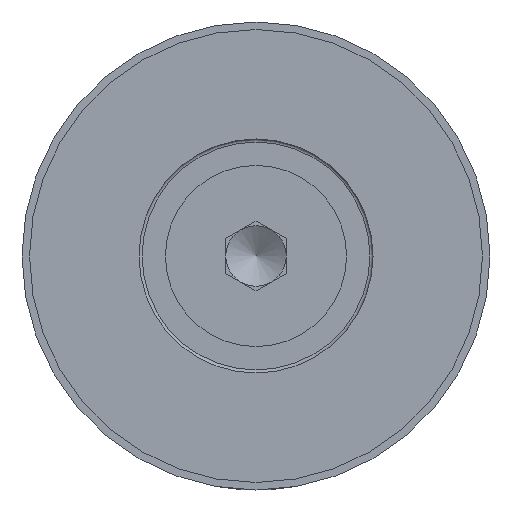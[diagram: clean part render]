
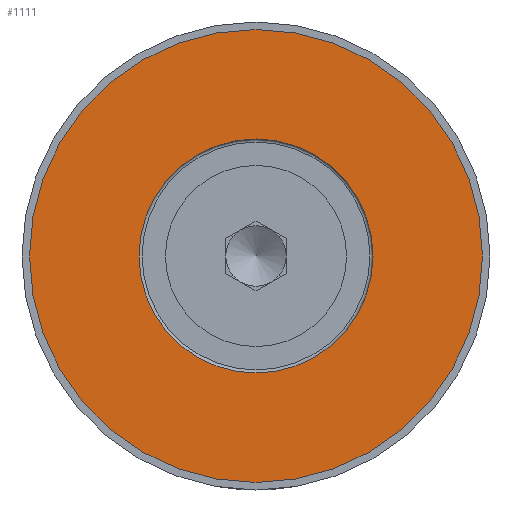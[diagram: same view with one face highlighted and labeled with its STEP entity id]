
A CAD part, left-side view. The second image highlights one B-rep face of the part: STEP entity #1111.
In plain terms, the highlighted planar face has unit normal (-1, 0, 0).
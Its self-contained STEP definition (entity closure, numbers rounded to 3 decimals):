
#252=ORIENTED_EDGE('',*,*,#392,.F.);
#253=ORIENTED_EDGE('',*,*,#393,.T.);
#392=EDGE_CURVE('',#473,#473,#548,.T.);
#393=EDGE_CURVE('',#474,#474,#549,.T.);
#473=VERTEX_POINT('',#1679);
#474=VERTEX_POINT('',#1681);
#548=CIRCLE('',#1222,7.75);
#549=CIRCLE('',#1223,15.);
#622=EDGE_LOOP('',(#252));
#623=EDGE_LOOP('',(#253));
#737=FACE_BOUND('',#622,.T.);
#738=FACE_BOUND('',#623,.T.);
#839=PLANE('',#1221);
#1111=ADVANCED_FACE('',(#737,#738),#839,.F.);
#1221=AXIS2_PLACEMENT_3D('',#1677,#1418,#1419);
#1222=AXIS2_PLACEMENT_3D('',#1678,#1420,#1421);
#1223=AXIS2_PLACEMENT_3D('',#1680,#1422,#1423);
#1418=DIRECTION('',(1.,0.,0.));
#1419=DIRECTION('',(0.,0.,-1.));
#1420=DIRECTION('',(-1.,0.,0.));
#1421=DIRECTION('',(0.,0.,1.));
#1422=DIRECTION('',(-1.,0.,0.));
#1423=DIRECTION('',(0.,0.,1.));
#1677=CARTESIAN_POINT('',(-0.057,15.842,0.));
#1678=CARTESIAN_POINT('',(-0.057,0.842,0.));
#1679=CARTESIAN_POINT('',(-0.057,0.842,7.75));
#1680=CARTESIAN_POINT('',(-0.057,0.842,0.));
#1681=CARTESIAN_POINT('',(-0.057,0.842,15.));
